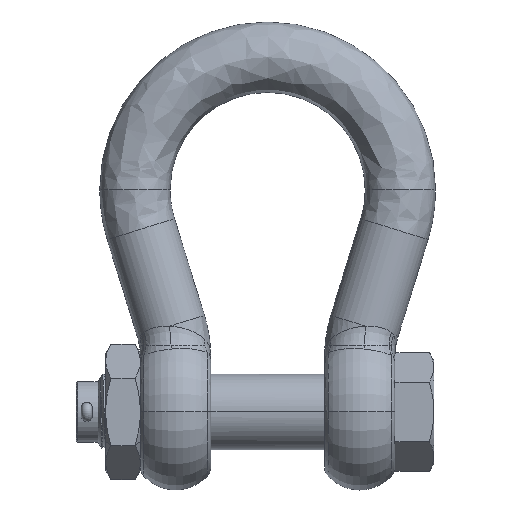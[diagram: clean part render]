
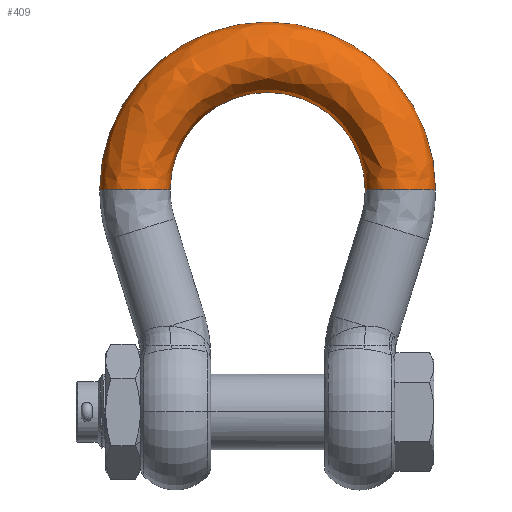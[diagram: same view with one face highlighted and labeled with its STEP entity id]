
A CAD part, top view. The second image highlights one B-rep face of the part: STEP entity #409.
In plain terms, the highlighted free-form (B-spline) face has degree [3, 3] with [4, 4] control points.
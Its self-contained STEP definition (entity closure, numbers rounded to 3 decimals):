
#409=ADVANCED_FACE('NONE',(#1565),#1566,.F.);
#1565=FACE_OUTER_BOUND('',#5976,.T.);
#1566=(B_SPLINE_SURFACE(3,3,((#5978,#5979,#5980,#5981),(#5982,#5983,#5984,#5985),(#5986,#5987,#5988,#5989),(#5990,#5991,#5992,#5993)),.UNSPECIFIED.,.F.,.F.,.F.)B_SPLINE_SURFACE_WITH_KNOTS((4,4),(4,4),(0.0,1.0),(0.0,1.0),.UNSPECIFIED.)RATIONAL_B_SPLINE_SURFACE(((1.0,0.333,0.333,1.0),(0.333,0.111,0.111,0.333),(0.333,0.111,0.111,0.333),(1.0,0.333,0.333,1.0)))BOUNDED_SURFACE()REPRESENTATION_ITEM('')GEOMETRIC_REPRESENTATION_ITEM()SURFACE());
#5976=EDGE_LOOP('',(#19079,#19080,#19081,#19082));
#5978=CARTESIAN_POINT('',(-90.0,205.0,0.));
#5979=CARTESIAN_POINT('',(-90.0,385.0,0.));
#5980=CARTESIAN_POINT('',(90.0,385.0,0.));
#5981=CARTESIAN_POINT('',(90.0,205.0,0.));
#5982=CARTESIAN_POINT('',(-90.0,205.0,65.0));
#5983=CARTESIAN_POINT('',(-90.0,385.0,65.0));
#5984=CARTESIAN_POINT('',(90.,385.0,65.0));
#5985=CARTESIAN_POINT('',(90.0,205.0,65.0));
#5986=CARTESIAN_POINT('',(-155.0,205.0,65.0));
#5987=CARTESIAN_POINT('',(-155.0,515.0,65.0));
#5988=CARTESIAN_POINT('',(155.0,515.0,65.0));
#5989=CARTESIAN_POINT('',(155.0,205.0,65.0));
#5990=CARTESIAN_POINT('',(-155.0,205.0,0.));
#5991=CARTESIAN_POINT('',(-155.0,515.0,0.));
#5992=CARTESIAN_POINT('',(155.0,515.0,0.));
#5993=CARTESIAN_POINT('',(155.0,205.0,0.));
#19079=ORIENTED_EDGE('',*,*,#23948,.T.);
#19080=ORIENTED_EDGE('',*,*,#23947,.F.);
#19081=ORIENTED_EDGE('',*,*,#23878,.F.);
#19082=ORIENTED_EDGE('',*,*,#23946,.F.);
#23878=EDGE_CURVE('NONE',#27086,#27085,#27090,.T.);
#23946=EDGE_CURVE('NONE',#27204,#27086,#27206,.T.);
#23947=EDGE_CURVE('NONE',#27085,#27203,#27207,.T.);
#23948=EDGE_CURVE('NONE',#27204,#27203,#27208,.T.);
#27085=VERTEX_POINT('NONE',#36504);
#27086=VERTEX_POINT('NONE',#36505);
#27090=CIRCLE('',#36509,32.5);
#27203=VERTEX_POINT('NONE',#37003);
#27204=VERTEX_POINT('NONE',#37004);
#27206=CIRCLE('',#37006,90.0);
#27207=CIRCLE('',#37007,155.0);
#27208=CIRCLE('',#37008,32.5);
#36504=CARTESIAN_POINT('',(-155.,205.0,0.));
#36505=CARTESIAN_POINT('',(-90.,205.,0.));
#36509=AXIS2_PLACEMENT_3D('',#45641,#45642,#45643);
#37003=CARTESIAN_POINT('',(155.0,205.0,0.));
#37004=CARTESIAN_POINT('',(90.0,205.0,0.));
#37006=AXIS2_PLACEMENT_3D('',#45672,#45673,#45674);
#37007=AXIS2_PLACEMENT_3D('',#45675,#45676,#45677);
#37008=AXIS2_PLACEMENT_3D('',#45678,#45679,#45680);
#45641=CARTESIAN_POINT('',(-122.5,205.0,0.));
#45642=DIRECTION('',(0.0,-1.0,0.));
#45643=DIRECTION('',(0.0,0.,-1.0));
#45672=CARTESIAN_POINT('',(0.0,205.0,0.));
#45673=DIRECTION('',(0.0,0.0,1.0));
#45674=DIRECTION('',(-1.0,0.,0.0));
#45675=CARTESIAN_POINT('',(0.0,205.0,0.));
#45676=DIRECTION('',(0.0,0.0,-1.0));
#45677=DIRECTION('',(-1.0,0.0,0.0));
#45678=CARTESIAN_POINT('',(122.5,205.0,0.));
#45679=DIRECTION('',(0.,1.0,0.));
#45680=DIRECTION('',(-1.0,0.,0.0));
